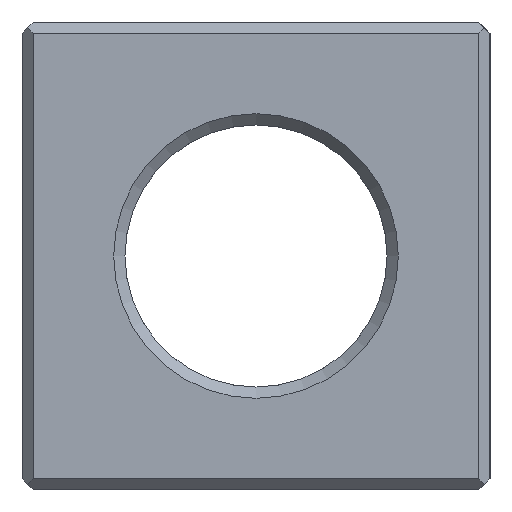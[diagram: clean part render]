
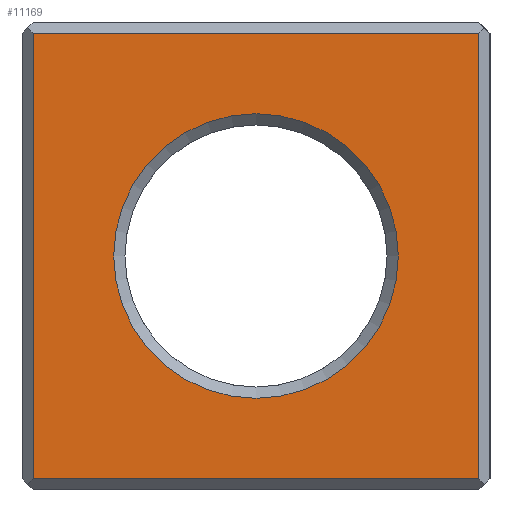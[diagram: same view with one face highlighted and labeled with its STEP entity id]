
A CAD part, left-side view. The second image highlights one B-rep face of the part: STEP entity #11169.
In plain terms, the highlighted planar face has unit normal (-1, 0, 0).
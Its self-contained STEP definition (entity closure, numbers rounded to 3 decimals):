
#72 = PLANE('',#73);
#73 = AXIS2_PLACEMENT_3D('',#74,#75,#76);
#74 = CARTESIAN_POINT('',(0.,0.,0.3));
#75 = DIRECTION('',(-0.707,0.,-0.707));
#76 = DIRECTION('',(0.707,0.,-0.707));
#327 = PLANE('',#328);
#328 = AXIS2_PLACEMENT_3D('',#329,#330,#331);
#329 = CARTESIAN_POINT('',(0.3,12.5,0.));
#330 = DIRECTION('',(0.707,-0.707,0.));
#331 = DIRECTION('',(-0.707,-0.707,0.));
#558 = PLANE('',#559);
#559 = AXIS2_PLACEMENT_3D('',#560,#561,#562);
#560 = CARTESIAN_POINT('',(0.3,0.,0.));
#561 = DIRECTION('',(-0.707,-0.707,0.));
#562 = DIRECTION('',(-0.707,0.707,0.));
#626 = VERTEX_POINT('',#627);
#627 = CARTESIAN_POINT('',(0.,0.3,0.3));
#648 = EDGE_CURVE('',#626,#649,#651,.T.);
#649 = VERTEX_POINT('',#650);
#650 = CARTESIAN_POINT('',(0.,12.2,0.3));
#651 = SURFACE_CURVE('',#652,(#656,#663),.PCURVE_S1.);
#652 = LINE('',#653,#654);
#653 = CARTESIAN_POINT('',(0.,0.,0.3));
#654 = VECTOR('',#655,1.);
#655 = DIRECTION('',(0.,1.,0.));
#656 = PCURVE('',#72,#657);
#657 = DEFINITIONAL_REPRESENTATION('',(#658),#662);
#658 = LINE('',#659,#660);
#659 = CARTESIAN_POINT('',(0.,-0.));
#660 = VECTOR('',#661,1.);
#661 = DIRECTION('',(0.,-1.));
#662 = ( GEOMETRIC_REPRESENTATION_CONTEXT(2) 
PARAMETRIC_REPRESENTATION_CONTEXT() REPRESENTATION_CONTEXT('2D SPACE',''
  ) );
#663 = PCURVE('',#664,#669);
#664 = PLANE('',#665);
#665 = AXIS2_PLACEMENT_3D('',#666,#667,#668);
#666 = CARTESIAN_POINT('',(0.,12.5,0.));
#667 = DIRECTION('',(1.,0.,0.));
#668 = DIRECTION('',(0.,-1.,0.));
#669 = DEFINITIONAL_REPRESENTATION('',(#670),#674);
#670 = LINE('',#671,#672);
#671 = CARTESIAN_POINT('',(12.5,-0.3));
#672 = VECTOR('',#673,1.);
#673 = DIRECTION('',(-1.,0.));
#674 = ( GEOMETRIC_REPRESENTATION_CONTEXT(2) 
PARAMETRIC_REPRESENTATION_CONTEXT() REPRESENTATION_CONTEXT('2D SPACE',''
  ) );
#1225 = VERTEX_POINT('',#1226);
#1226 = CARTESIAN_POINT('',(0.,12.2,12.2));
#1240 = PLANE('',#1241);
#1241 = AXIS2_PLACEMENT_3D('',#1242,#1243,#1244);
#1242 = CARTESIAN_POINT('',(0.3,0.,12.5));
#1243 = DIRECTION('',(-0.707,0.,0.707));
#1244 = DIRECTION('',(-0.707,0.,-0.707));
#1252 = EDGE_CURVE('',#649,#1225,#1253,.T.);
#1253 = SURFACE_CURVE('',#1254,(#1258,#1265),.PCURVE_S1.);
#1254 = LINE('',#1255,#1256);
#1255 = CARTESIAN_POINT('',(0.,12.2,0.));
#1256 = VECTOR('',#1257,1.);
#1257 = DIRECTION('',(0.,0.,1.));
#1258 = PCURVE('',#327,#1259);
#1259 = DEFINITIONAL_REPRESENTATION('',(#1260),#1264);
#1260 = LINE('',#1261,#1262);
#1261 = CARTESIAN_POINT('',(0.424,0.));
#1262 = VECTOR('',#1263,1.);
#1263 = DIRECTION('',(0.,-1.));
#1264 = ( GEOMETRIC_REPRESENTATION_CONTEXT(2) 
PARAMETRIC_REPRESENTATION_CONTEXT() REPRESENTATION_CONTEXT('2D SPACE',''
  ) );
#1265 = PCURVE('',#664,#1266);
#1266 = DEFINITIONAL_REPRESENTATION('',(#1267),#1271);
#1267 = LINE('',#1268,#1269);
#1268 = CARTESIAN_POINT('',(0.3,0.));
#1269 = VECTOR('',#1270,1.);
#1270 = DIRECTION('',(0.,-1.));
#1271 = ( GEOMETRIC_REPRESENTATION_CONTEXT(2) 
PARAMETRIC_REPRESENTATION_CONTEXT() REPRESENTATION_CONTEXT('2D SPACE',''
  ) );
#11126 = VERTEX_POINT('',#11127);
#11127 = CARTESIAN_POINT('',(0.,0.3,12.2));
#11148 = EDGE_CURVE('',#626,#11126,#11149,.T.);
#11149 = SURFACE_CURVE('',#11150,(#11154,#11161),.PCURVE_S1.);
#11150 = LINE('',#11151,#11152);
#11151 = CARTESIAN_POINT('',(0.,0.3,0.));
#11152 = VECTOR('',#11153,1.);
#11153 = DIRECTION('',(0.,0.,1.));
#11154 = PCURVE('',#558,#11155);
#11155 = DEFINITIONAL_REPRESENTATION('',(#11156),#11160);
#11156 = LINE('',#11157,#11158);
#11157 = CARTESIAN_POINT('',(0.424,0.));
#11158 = VECTOR('',#11159,1.);
#11159 = DIRECTION('',(0.,-1.));
#11160 = ( GEOMETRIC_REPRESENTATION_CONTEXT(2) 
PARAMETRIC_REPRESENTATION_CONTEXT() REPRESENTATION_CONTEXT('2D SPACE',''
  ) );
#11161 = PCURVE('',#664,#11162);
#11162 = DEFINITIONAL_REPRESENTATION('',(#11163),#11167);
#11163 = LINE('',#11164,#11165);
#11164 = CARTESIAN_POINT('',(12.2,0.));
#11165 = VECTOR('',#11166,1.);
#11166 = DIRECTION('',(0.,-1.));
#11167 = ( GEOMETRIC_REPRESENTATION_CONTEXT(2) 
PARAMETRIC_REPRESENTATION_CONTEXT() REPRESENTATION_CONTEXT('2D SPACE',''
  ) );
#11169 = ADVANCED_FACE('',(#11170,#11196),#664,.F.);
#11170 = FACE_BOUND('',#11171,.F.);
#11171 = EDGE_LOOP('',(#11172,#11173,#11174,#11175));
#11172 = ORIENTED_EDGE('',*,*,#11148,.F.);
#11173 = ORIENTED_EDGE('',*,*,#648,.T.);
#11174 = ORIENTED_EDGE('',*,*,#1252,.T.);
#11175 = ORIENTED_EDGE('',*,*,#11176,.F.);
#11176 = EDGE_CURVE('',#11126,#1225,#11177,.T.);
#11177 = SURFACE_CURVE('',#11178,(#11182,#11189),.PCURVE_S1.);
#11178 = LINE('',#11179,#11180);
#11179 = CARTESIAN_POINT('',(0.,0.,12.2));
#11180 = VECTOR('',#11181,1.);
#11181 = DIRECTION('',(0.,1.,0.));
#11182 = PCURVE('',#664,#11183);
#11183 = DEFINITIONAL_REPRESENTATION('',(#11184),#11188);
#11184 = LINE('',#11185,#11186);
#11185 = CARTESIAN_POINT('',(12.5,-12.2));
#11186 = VECTOR('',#11187,1.);
#11187 = DIRECTION('',(-1.,0.));
#11188 = ( GEOMETRIC_REPRESENTATION_CONTEXT(2) 
PARAMETRIC_REPRESENTATION_CONTEXT() REPRESENTATION_CONTEXT('2D SPACE',''
  ) );
#11189 = PCURVE('',#1240,#11190);
#11190 = DEFINITIONAL_REPRESENTATION('',(#11191),#11195);
#11191 = LINE('',#11192,#11193);
#11192 = CARTESIAN_POINT('',(0.424,0.));
#11193 = VECTOR('',#11194,1.);
#11194 = DIRECTION('',(0.,-1.));
#11195 = ( GEOMETRIC_REPRESENTATION_CONTEXT(2) 
PARAMETRIC_REPRESENTATION_CONTEXT() REPRESENTATION_CONTEXT('2D SPACE',''
  ) );
#11196 = FACE_BOUND('',#11197,.F.);
#11197 = EDGE_LOOP('',(#11198));
#11198 = ORIENTED_EDGE('',*,*,#11199,.T.);
#11199 = EDGE_CURVE('',#11200,#11200,#11202,.T.);
#11200 = VERTEX_POINT('',#11201);
#11201 = CARTESIAN_POINT('',(0.,2.45,6.25));
#11202 = SURFACE_CURVE('',#11203,(#11208,#11219),.PCURVE_S1.);
#11203 = CIRCLE('',#11204,3.8);
#11204 = AXIS2_PLACEMENT_3D('',#11205,#11206,#11207);
#11205 = CARTESIAN_POINT('',(0.,6.25,6.25));
#11206 = DIRECTION('',(-1.,0.,0.));
#11207 = DIRECTION('',(0.,-1.,0.));
#11208 = PCURVE('',#664,#11209);
#11209 = DEFINITIONAL_REPRESENTATION('',(#11210),#11218);
#11210 = ( BOUNDED_CURVE() B_SPLINE_CURVE(2,(#11211,#11212,#11213,#11214
    ,#11215,#11216,#11217),.UNSPECIFIED.,.T.,.F.) 
B_SPLINE_CURVE_WITH_KNOTS((1,2,2,2,2,1),(-2.094,0.,
    2.094,4.189,6.283,8.378),
.UNSPECIFIED.) CURVE() GEOMETRIC_REPRESENTATION_ITEM() 
RATIONAL_B_SPLINE_CURVE((1.,0.5,1.,0.5,1.,0.5,1.)) REPRESENTATION_ITEM(
  '') );
#11211 = CARTESIAN_POINT('',(10.05,-6.25));
#11212 = CARTESIAN_POINT('',(10.05,-12.832));
#11213 = CARTESIAN_POINT('',(4.35,-9.541));
#11214 = CARTESIAN_POINT('',(-1.35,-6.25));
#11215 = CARTESIAN_POINT('',(4.35,-2.959));
#11216 = CARTESIAN_POINT('',(10.05,0.332));
#11217 = CARTESIAN_POINT('',(10.05,-6.25));
#11218 = ( GEOMETRIC_REPRESENTATION_CONTEXT(2) 
PARAMETRIC_REPRESENTATION_CONTEXT() REPRESENTATION_CONTEXT('2D SPACE',''
  ) );
#11219 = PCURVE('',#11220,#11225);
#11220 = CONICAL_SURFACE('',#11221,3.5,0.785);
#11221 = AXIS2_PLACEMENT_3D('',#11222,#11223,#11224);
#11222 = CARTESIAN_POINT('',(0.3,6.25,6.25));
#11223 = DIRECTION('',(-1.,-0.,-0.));
#11224 = DIRECTION('',(0.,-1.,0.));
#11225 = DEFINITIONAL_REPRESENTATION('',(#11226),#11230);
#11226 = LINE('',#11227,#11228);
#11227 = CARTESIAN_POINT('',(-0.,0.3));
#11228 = VECTOR('',#11229,1.);
#11229 = DIRECTION('',(1.,-0.));
#11230 = ( GEOMETRIC_REPRESENTATION_CONTEXT(2) 
PARAMETRIC_REPRESENTATION_CONTEXT() REPRESENTATION_CONTEXT('2D SPACE',''
  ) );
